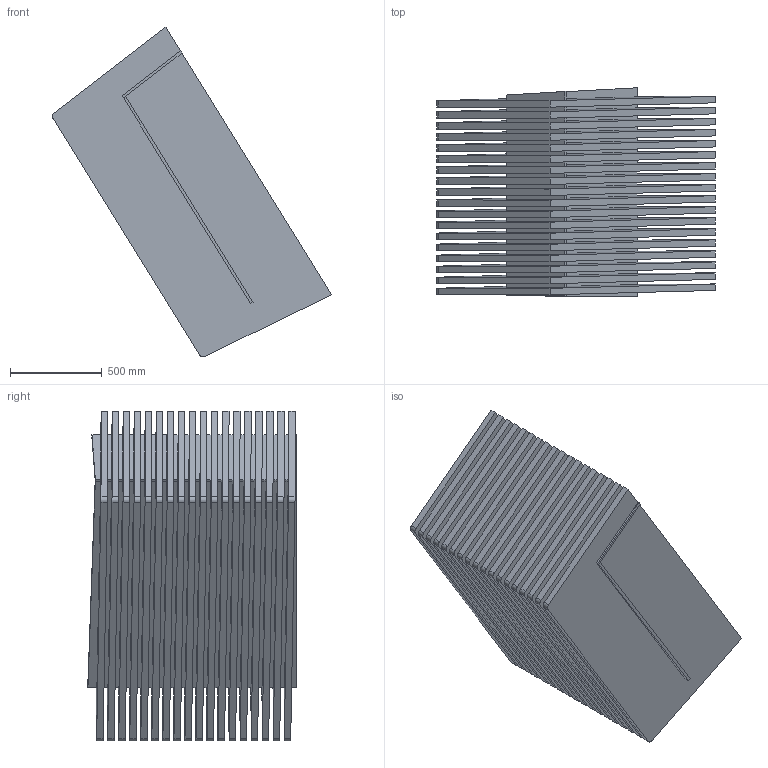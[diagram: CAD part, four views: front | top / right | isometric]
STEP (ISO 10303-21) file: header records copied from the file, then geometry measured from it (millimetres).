
FILE_DESCRIPTION(('FreeCAD Model'),'2;1');
FILE_NAME('detailed_DCLL/step/structural_plate_sample_envelope_1.step', '2018-01-30T14:13:56',('FreeCAD'),('FreeCAD'), 'Open CASCADE STEP processor 7.1','FreeCAD','Unknown');
FILE_SCHEMA(('AUTOMOTIVE_DESIGN_CC2 { 1 2 10303 214 -1 1 5 4 }'));
Length unit declared in the file: millimetre
Products named in the file (58): Open CASCADE STEP translator 7.1 8; Open CASCADE STEP translator 7.1 8.1; Open CASCADE STEP translator 7.1 8.1.1; Open CASCADE STEP translator 7.1 8.1.2; Open CASCADE STEP translator 7.1 8.1.3; Open CASCADE STEP translator 7.1 8.1.4; Open CASCADE STEP translator 7.1 8.1.5; Open CASCADE STEP translator 7.1 8.1.6; Open CASCADE STEP translator 7.1 8.1.7; Open CASCADE STEP translator 7.1 8.1.8; Open CASCADE STEP translator 7.1 8.1.9; Open CASCADE STEP translator 7.1 8.1.10; Open CASCADE STEP translator 7.1 8.1.11; Open CASCADE STEP translator 7.1 8.1.12; Open CASCADE STEP translator 7.1 8.1.13; Open CASCADE STEP translator 7.1 8.1.14; Open CASCADE STEP translator 7.1 8.1.15; Open CASCADE STEP translator 7.1 8.1.16; Open CASCADE STEP translator 7.1 8.1.17; Open CASCADE STEP translator 7.1 8.1.18; Open CASCADE STEP translator 7.1 8.1.19; Open CASCADE STEP translator 7.1 8.2; Open CASCADE STEP translator 7.1 8.3; Open CASCADE STEP translator 7.1 8.4; Open CASCADE STEP translator 7.1 8.5; Open CASCADE STEP translator 7.1 8.6; Open CASCADE STEP translator 7.1 8.7; Open CASCADE STEP translator 7.1 8.8; Open CASCADE STEP translator 7.1 8.9; Open CASCADE STEP translator 7.1 8.10; Open CASCADE STEP translator 7.1 8.11; Open CASCADE STEP translator 7.1 8.12; Open CASCADE STEP translator 7.1 8.13; Open CASCADE STEP translator 7.1 8.14; Open CASCADE STEP translator 7.1 8.15; Open CASCADE STEP translator 7.1 8.16; Open CASCADE STEP translator 7.1 8.17; Open CASCADE STEP translator 7.1 8.18; Open CASCADE STEP translator 7.1 8.19; Open CASCADE STEP translator 7.1 8.20 ...
Assembly tree (57 placements, depth 3):
  Open CASCADE STEP translator 7.1 8
    Open CASCADE STEP translator 7.1 8.1
      Open CASCADE STEP translator 7.1 8.1.1
      Open CASCADE STEP translator 7.1 8.1.2
      Open CASCADE STEP translator 7.1 8.1.3
      Open CASCADE STEP translator 7.1 8.1.4
      Open CASCADE STEP translator 7.1 8.1.5
      Open CASCADE STEP translator 7.1 8.1.6
      Open CASCADE STEP translator 7.1 8.1.7
      Open CASCADE STEP translator 7.1 8.1.8
      Open CASCADE STEP translator 7.1 8.1.9
      Open CASCADE STEP translator 7.1 8.1.10
      Open CASCADE STEP translator 7.1 8.1.11
      Open CASCADE STEP translator 7.1 8.1.12
      Open CASCADE STEP translator 7.1 8.1.13
      Open CASCADE STEP translator 7.1 8.1.14
      Open CASCADE STEP translator 7.1 8.1.15
      Open CASCADE STEP translator 7.1 8.1.16
      Open CASCADE STEP translator 7.1 8.1.17
      Open CASCADE STEP translator 7.1 8.1.18
      Open CASCADE STEP translator 7.1 8.1.19
    Open CASCADE STEP translator 7.1 8.2
    Open CASCADE STEP translator 7.1 8.3
    Open CASCADE STEP translator 7.1 8.4
    Open CASCADE STEP translator 7.1 8.5
    Open CASCADE STEP translator 7.1 8.6
    Open CASCADE STEP translator 7.1 8.7
    Open CASCADE STEP translator 7.1 8.8
    Open CASCADE STEP translator 7.1 8.9
    Open CASCADE STEP translator 7.1 8.10
    Open CASCADE STEP translator 7.1 8.11
    Open CASCADE STEP translator 7.1 8.12
    Open CASCADE STEP translator 7.1 8.13
    Open CASCADE STEP translator 7.1 8.14
    Open CASCADE STEP translator 7.1 8.15
    Open CASCADE STEP translator 7.1 8.16
    Open CASCADE STEP translator 7.1 8.17
    Open CASCADE STEP translator 7.1 8.18
    Open CASCADE STEP translator 7.1 8.19
    Open CASCADE STEP translator 7.1 8.20
    Open CASCADE STEP translator 7.1 8.21
    Open CASCADE STEP translator 7.1 8.22
    Open CASCADE STEP translator 7.1 8.23
    Open CASCADE STEP translator 7.1 8.24
    Open CASCADE STEP translator 7.1 8.25
    Open CASCADE STEP translator 7.1 8.26
    Open CASCADE STEP translator 7.1 8.27
    Open CASCADE STEP translator 7.1 8.28
    Open CASCADE STEP translator 7.1 8.29
    Open CASCADE STEP translator 7.1 8.30
    Open CASCADE STEP translator 7.1 8.31
    Open CASCADE STEP translator 7.1 8.32
    Open CASCADE STEP translator 7.1 8.33
    Open CASCADE STEP translator 7.1 8.34
    Open CASCADE STEP translator 7.1 8.35
    Open CASCADE STEP translator 7.1 8.36
    Open CASCADE STEP translator 7.1 8.37
    Open CASCADE STEP translator 7.1 8.38
Bounding box: 1516.6 x 1133.62 x 1793.21 mm (x, y, z)
Volume: 817463252.8 mm3; surface area: 51700513.3 mm2
Topology: 56 solids, 56 shells, 372 faces, 780 edges, 520 vertices
Faces by surface type: plane 336, cylinder 36
Entity records: 20021 total; most frequent: CARTESIAN_POINT 5119, DIRECTION 1947, ORIENTED_EDGE 1560, PCURVE 1560, DEFINITIONAL_REPRESENTATION 1560, B_SPLINE_CURVE_WITH_KNOTS 1325, LINE 871, VECTOR 871
